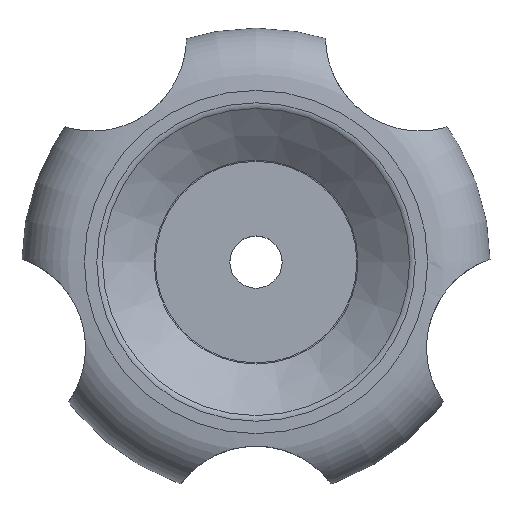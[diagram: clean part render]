
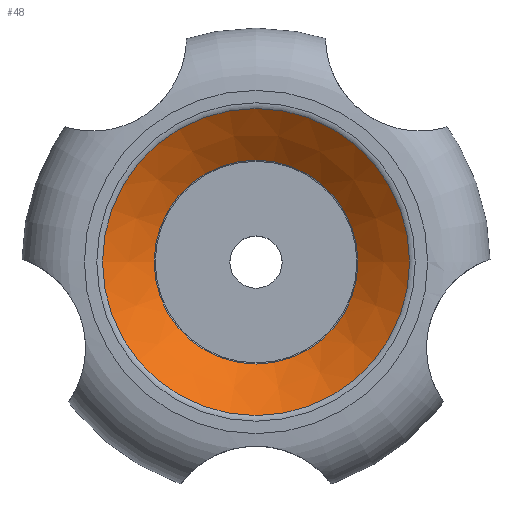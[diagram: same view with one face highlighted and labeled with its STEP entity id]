
A CAD part, top view. The second image highlights one B-rep face of the part: STEP entity #48.
In plain terms, the highlighted conical face has half-angle 52.558 degrees and reference radius 25 mm.
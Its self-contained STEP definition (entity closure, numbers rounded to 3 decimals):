
#48 = ADVANCED_FACE( '', ( #111, #112 ), #113, .F. );
#111 = FACE_BOUND( '', #206, .T. );
#112 = FACE_OUTER_BOUND( '', #207, .T. );
#113 = CONICAL_SURFACE( '', #208, 25., 0.917 );
#206 = EDGE_LOOP( '', ( #297 ) );
#207 = EDGE_LOOP( '', ( #298 ) );
#208 = AXIS2_PLACEMENT_3D( '', #299, #300, #301 );
#297 = ORIENTED_EDGE( '', *, *, #426, .T. );
#298 = ORIENTED_EDGE( '', *, *, #427, .T. );
#299 = CARTESIAN_POINT( '', ( 0., 0., 28. ) );
#300 = DIRECTION( '', ( 0., 0., 1. ) );
#301 = DIRECTION( '', ( 1., 0., 0. ) );
#426 = EDGE_CURVE( '', #472, #472, #473, .F. );
#427 = EDGE_CURVE( '', #474, #474, #475, .F. );
#472 = VERTEX_POINT( '', #538 );
#473 = CIRCLE( '', #539, 16.331 );
#474 = VERTEX_POINT( '', #540 );
#475 = CIRCLE( '', #541, 24.596 );
#538 = CARTESIAN_POINT( '', ( 16.331, 0., 21.362 ) );
#539 = AXIS2_PLACEMENT_3D( '', #1131, #1132, #1133 );
#540 = CARTESIAN_POINT( '', ( -24.596, 0., 27.691 ) );
#541 = AXIS2_PLACEMENT_3D( '', #1134, #1135, #1136 );
#1131 = CARTESIAN_POINT( '', ( 0., 0., 21.362 ) );
#1132 = DIRECTION( '', ( 0., 0., 1. ) );
#1133 = DIRECTION( '', ( 1., 0., 0. ) );
#1134 = CARTESIAN_POINT( '', ( 0., 0., 27.691 ) );
#1135 = DIRECTION( '', ( 0., 0., -1. ) );
#1136 = DIRECTION( '', ( -1., 0., 0. ) );
